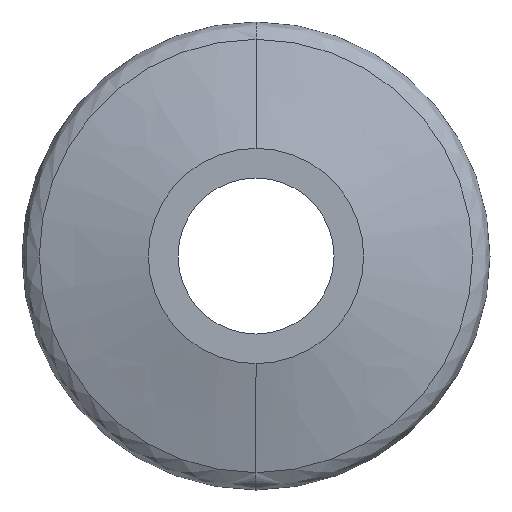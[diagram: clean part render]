
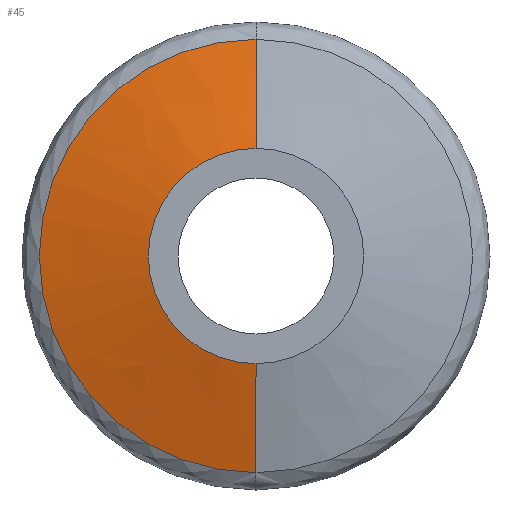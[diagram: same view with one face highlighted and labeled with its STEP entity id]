
A CAD part, left-side view. The second image highlights one B-rep face of the part: STEP entity #45.
In plain terms, the highlighted free-form (B-spline) face has degree [2, 1] with [5, 2] control points.
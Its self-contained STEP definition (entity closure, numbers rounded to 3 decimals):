
#45=ADVANCED_FACE('',(#109),#108,.T.);
#108=( BOUNDED_SURFACE() B_SPLINE_SURFACE( 2,1,((#236,#237),(#238,#239),(#240,#241),(#242,#243),(#244,#245)), .UNSPECIFIED.,.F.,.F.,.F.) B_SPLINE_SURFACE_WITH_KNOTS((3,2,3),(2,2),(0.,0.5,1.),(0.,1.), .UNSPECIFIED. ) GEOMETRIC_REPRESENTATION_ITEM() RATIONAL_B_SPLINE_SURFACE(((1.,1.),(0.707,0.707),(1.,1.),(0.707,0.707),(1.,1.))) REPRESENTATION_ITEM('') SURFACE() );
#109=FACE_OUTER_BOUND('',#246,.T.);
#236=CARTESIAN_POINT('',(2.981,0.,0.));
#237=CARTESIAN_POINT('',(8.244,0.,-19.641));
#238=CARTESIAN_POINT('',(2.981,0.,0.));
#239=CARTESIAN_POINT('',(8.244,19.641,-19.641));
#240=CARTESIAN_POINT('',(2.981,0.,0.));
#241=CARTESIAN_POINT('',(8.244,19.641,0.));
#242=CARTESIAN_POINT('',(2.981,0.,0.));
#243=CARTESIAN_POINT('',(8.244,19.641,19.641));
#244=CARTESIAN_POINT('',(2.981,0.,0.));
#245=CARTESIAN_POINT('',(8.244,0.,19.641));
#246=EDGE_LOOP('',(#360,#361,#362,#363));
#360=ORIENTED_EDGE('',*,*,#416,.T.);
#361=ORIENTED_EDGE('',*,*,#417,.F.);
#362=ORIENTED_EDGE('',*,*,#415,.F.);
#363=ORIENTED_EDGE('',*,*,#418,.T.);
#415=EDGE_CURVE('',#515,#514,#534,.T.);
#416=EDGE_CURVE('',#540,#541,#542,.T.);
#417=EDGE_CURVE('',#514,#541,#548,.T.);
#418=EDGE_CURVE('',#515,#540,#554,.T.);
#514=VERTEX_POINT('',#688);
#515=VERTEX_POINT('',#689);
#534=CIRCLE('',#701,6.9);
#540=VERTEX_POINT('',#702);
#541=VERTEX_POINT('',#703);
#542=CIRCLE('',#707,13.888);
#548=(BOUNDED_CURVE() B_SPLINE_CURVE(1,(#708,#709),.UNSPECIFIED.,.F.,.F.) B_SPLINE_CURVE_WITH_KNOTS((2,2),(0.351,0.707),.UNSPECIFIED.) CURVE() GEOMETRIC_REPRESENTATION_ITEM() RATIONAL_B_SPLINE_CURVE((1.,1.)) REPRESENTATION_ITEM('') );
#554=(BOUNDED_CURVE() B_SPLINE_CURVE(1,(#710,#711),.UNSPECIFIED.,.F.,.F.) B_SPLINE_CURVE_WITH_KNOTS((2,2),(0.351,0.707),.UNSPECIFIED.) CURVE() GEOMETRIC_REPRESENTATION_ITEM() RATIONAL_B_SPLINE_CURVE((0.75,0.75)) REPRESENTATION_ITEM('') );
#688=CARTESIAN_POINT('',(4.83,0.,-6.9));
#689=CARTESIAN_POINT('',(4.83,0.,6.9));
#698=CARTESIAN_POINT('',(4.83,0.,0.));
#699=DIRECTION('',(-1.,0.,0.));
#700=DIRECTION('',(0.,0.,1.));
#701=AXIS2_PLACEMENT_3D('',#698,#699,#700);
#702=CARTESIAN_POINT('',(6.702,0.,13.888));
#703=CARTESIAN_POINT('',(6.702,0.,-13.888));
#704=CARTESIAN_POINT('',(6.702,0.,0.));
#705=DIRECTION('',(-1.,0.,0.));
#706=DIRECTION('',(0.,0.,1.));
#707=AXIS2_PLACEMENT_3D('',#704,#705,#706);
#708=CARTESIAN_POINT('',(4.83,0.,-6.9));
#709=CARTESIAN_POINT('',(6.702,0.,-13.888));
#710=CARTESIAN_POINT('',(4.83,0.,6.9));
#711=CARTESIAN_POINT('',(6.702,0.,13.888));
